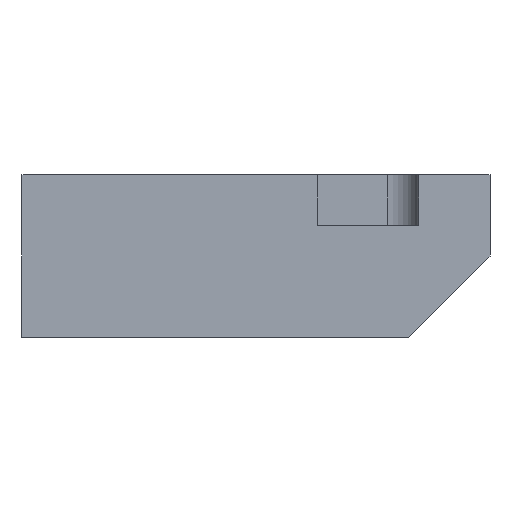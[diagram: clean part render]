
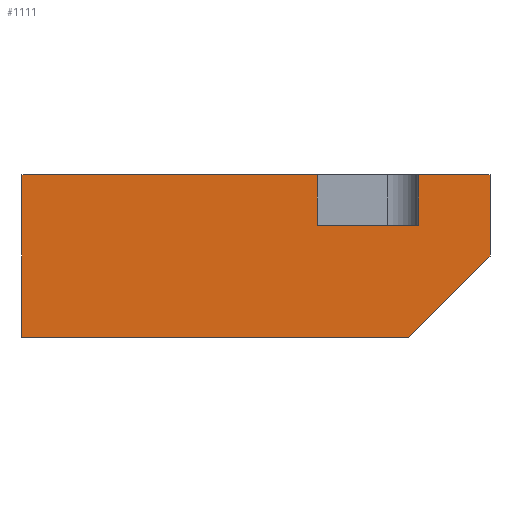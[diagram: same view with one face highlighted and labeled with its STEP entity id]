
A CAD part, front view. The second image highlights one B-rep face of the part: STEP entity #1111.
In plain terms, the highlighted planar face has unit normal (0, -1, 0).
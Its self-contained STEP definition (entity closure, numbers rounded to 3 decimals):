
#181 = VECTOR ( 'NONE', #1879, 1000. ) ;
#376 = CARTESIAN_POINT ( 'NONE',  ( 31., -160., -6. ) ) ;
#416 = EDGE_CURVE ( 'NONE', #2185, #1891, #2476, .T. ) ;
#433 = EDGE_CURVE ( 'NONE', #1891, #645, #2645, .T. ) ;
#434 = CARTESIAN_POINT ( 'NONE',  ( -15., -160., 0. ) ) ;
#473 = DIRECTION ( 'NONE',  ( 0., 0., 1. ) ) ;
#504 = DIRECTION ( 'NONE',  ( 1., 0., 0. ) ) ;
#645 = VERTEX_POINT ( 'NONE', #3056 ) ;
#749 = DIRECTION ( 'NONE',  ( 1., 0., 0. ) ) ;
#778 = EDGE_CURVE ( 'NONE', #2185, #1713, #3584, .T. ) ;
#785 = CARTESIAN_POINT ( 'NONE',  ( 14., -160., -5. ) ) ;
#842 = LINE ( 'NONE', #1703, #2502 ) ;
#860 = DIRECTION ( 'NONE',  ( 0., 1., 0. ) ) ;
#1009 = CARTESIAN_POINT ( 'NONE',  ( 24., -160., -5. ) ) ;
#1023 = CARTESIAN_POINT ( 'NONE',  ( -15., -160., -16. ) ) ;
#1086 = ORIENTED_EDGE ( 'NONE', *, *, #1730, .T. ) ;
#1111 = ADVANCED_FACE ( 'NONE', ( #3295 ), #1470, .F. ) ;
#1218 = VECTOR ( 'NONE', #749, 1000. ) ;
#1236 = ORIENTED_EDGE ( 'NONE', *, *, #1458, .T. ) ;
#1444 = CARTESIAN_POINT ( 'NONE',  ( 31., -160., -8. ) ) ;
#1458 = EDGE_CURVE ( 'NONE', #3889, #1586, #3593, .T. ) ;
#1470 = PLANE ( 'NONE',  #2941 ) ;
#1486 = CARTESIAN_POINT ( 'NONE',  ( -15., -160., 0. ) ) ;
#1500 = VECTOR ( 'NONE', #504, 1000. ) ;
#1586 = VERTEX_POINT ( 'NONE', #3523 ) ;
#1610 = VECTOR ( 'NONE', #1969, 1000. ) ;
#1641 = EDGE_CURVE ( 'NONE', #2853, #645, #2864, .T. ) ;
#1660 = CARTESIAN_POINT ( 'NONE',  ( -15., -160., 0. ) ) ;
#1693 = DIRECTION ( 'NONE',  ( 0.707, 0., 0.707 ) ) ;
#1703 = CARTESIAN_POINT ( 'NONE',  ( 31., -160., -8. ) ) ;
#1713 = VERTEX_POINT ( 'NONE', #785 ) ;
#1724 = CARTESIAN_POINT ( 'NONE',  ( 14., -160., -5. ) ) ;
#1730 = EDGE_CURVE ( 'NONE', #1713, #3245, #2954, .T. ) ;
#1731 = DIRECTION ( 'NONE',  ( 1., 0., 0. ) ) ;
#1735 = LINE ( 'NONE', #1486, #1500 ) ;
#1787 = VERTEX_POINT ( 'NONE', #434 ) ;
#1861 = EDGE_CURVE ( 'NONE', #1787, #3245, #1735, .T. ) ;
#1879 = DIRECTION ( 'NONE',  ( -1., 0., 0. ) ) ;
#1891 = VERTEX_POINT ( 'NONE', #3348 ) ;
#1969 = DIRECTION ( 'NONE',  ( 0., 0., 1. ) ) ;
#1970 = ORIENTED_EDGE ( 'NONE', *, *, #3790, .F. ) ;
#2089 = DIRECTION ( 'NONE',  ( 0., 0., -1. ) ) ;
#2185 = VERTEX_POINT ( 'NONE', #3187 ) ;
#2196 = ORIENTED_EDGE ( 'NONE', *, *, #416, .F. ) ;
#2289 = VECTOR ( 'NONE', #473, 1000. ) ;
#2384 = CARTESIAN_POINT ( 'NONE',  ( -15., -160., -16. ) ) ;
#2476 = LINE ( 'NONE', #1009, #1610 ) ;
#2502 = VECTOR ( 'NONE', #1693, 1000. ) ;
#2589 = DIRECTION ( 'NONE',  ( 0., 0., 1. ) ) ;
#2632 = ORIENTED_EDGE ( 'NONE', *, *, #1861, .F. ) ;
#2645 = LINE ( 'NONE', #1660, #1218 ) ;
#2653 = CARTESIAN_POINT ( 'NONE',  ( -15., -160., -16. ) ) ;
#2853 = VERTEX_POINT ( 'NONE', #1444 ) ;
#2864 = LINE ( 'NONE', #376, #2289 ) ;
#2924 = ORIENTED_EDGE ( 'NONE', *, *, #433, .F. ) ;
#2928 = ORIENTED_EDGE ( 'NONE', *, *, #3736, .T. ) ;
#2941 = AXIS2_PLACEMENT_3D ( 'NONE', #3641, #860, #2089 ) ;
#2954 = LINE ( 'NONE', #1724, #3004 ) ;
#2964 = DIRECTION ( 'NONE',  ( 0., 0., 1. ) ) ;
#3004 = VECTOR ( 'NONE', #2964, 1000. ) ;
#3056 = CARTESIAN_POINT ( 'NONE',  ( 31., -160., 0. ) ) ;
#3187 = CARTESIAN_POINT ( 'NONE',  ( 24., -160., -5. ) ) ;
#3242 = VECTOR ( 'NONE', #1731, 1000. ) ;
#3245 = VERTEX_POINT ( 'NONE', #3270 ) ;
#3270 = CARTESIAN_POINT ( 'NONE',  ( 14., -160., 0. ) ) ;
#3295 = FACE_OUTER_BOUND ( 'NONE', #3766, .T. ) ;
#3348 = CARTESIAN_POINT ( 'NONE',  ( 24., -160., 0. ) ) ;
#3517 = LINE ( 'NONE', #1023, #3561 ) ;
#3523 = CARTESIAN_POINT ( 'NONE',  ( 23., -160., -16. ) ) ;
#3561 = VECTOR ( 'NONE', #2589, 1000. ) ;
#3584 = LINE ( 'NONE', #4016, #181 ) ;
#3593 = LINE ( 'NONE', #2653, #3242 ) ;
#3629 = ORIENTED_EDGE ( 'NONE', *, *, #1641, .T. ) ;
#3641 = CARTESIAN_POINT ( 'NONE',  ( -15., -160., -16. ) ) ;
#3713 = ORIENTED_EDGE ( 'NONE', *, *, #778, .T. ) ;
#3736 = EDGE_CURVE ( 'NONE', #1586, #2853, #842, .T. ) ;
#3766 = EDGE_LOOP ( 'NONE', ( #1236, #2928, #3629, #2924, #2196, #3713, #1086, #2632, #1970 ) ) ;
#3790 = EDGE_CURVE ( 'NONE', #3889, #1787, #3517, .T. ) ;
#3889 = VERTEX_POINT ( 'NONE', #2384 ) ;
#4016 = CARTESIAN_POINT ( 'NONE',  ( 24., -160., -5. ) ) ;
